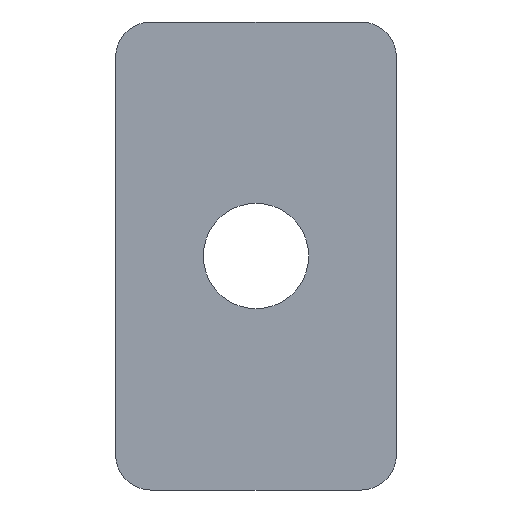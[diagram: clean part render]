
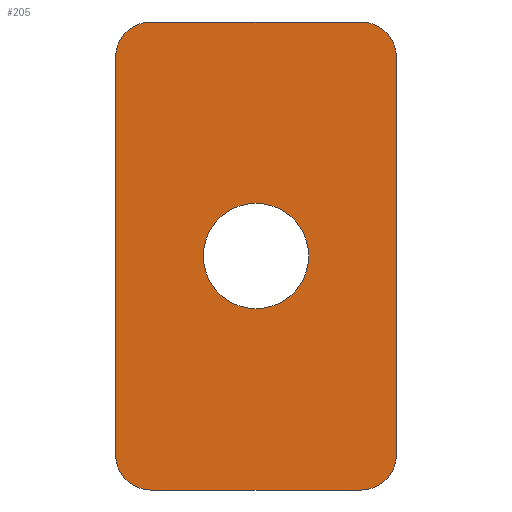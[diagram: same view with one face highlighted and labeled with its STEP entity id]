
A CAD part, front view. The second image highlights one B-rep face of the part: STEP entity #205.
In plain terms, the highlighted planar face has unit normal (0, -1, 0).
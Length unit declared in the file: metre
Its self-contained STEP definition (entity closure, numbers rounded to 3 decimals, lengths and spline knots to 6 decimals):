
#21=CIRCLE('',#224,0.0015);
#23=CIRCLE('',#228,0.0015);
#25=CIRCLE('',#232,0.0015);
#27=CIRCLE('',#236,0.0015);
#28=CIRCLE('',#238,0.00225);
#67=ORIENTED_EDGE('',*,*,#111,.T.);
#68=ORIENTED_EDGE('',*,*,#89,.F.);
#69=ORIENTED_EDGE('',*,*,#93,.T.);
#70=ORIENTED_EDGE('',*,*,#96,.T.);
#71=ORIENTED_EDGE('',*,*,#99,.T.);
#72=ORIENTED_EDGE('',*,*,#102,.T.);
#73=ORIENTED_EDGE('',*,*,#105,.T.);
#74=ORIENTED_EDGE('',*,*,#108,.F.);
#75=ORIENTED_EDGE('',*,*,#110,.T.);
#89=EDGE_CURVE('',#115,#116,#133,.T.);
#93=EDGE_CURVE('',#115,#118,#21,.T.);
#96=EDGE_CURVE('',#118,#120,#138,.T.);
#99=EDGE_CURVE('',#120,#122,#23,.T.);
#102=EDGE_CURVE('',#122,#124,#142,.T.);
#105=EDGE_CURVE('',#124,#126,#25,.T.);
#108=EDGE_CURVE('',#128,#126,#146,.T.);
#110=EDGE_CURVE('',#128,#116,#27,.T.);
#111=EDGE_CURVE('',#129,#129,#28,.F.);
#115=VERTEX_POINT('',#308);
#116=VERTEX_POINT('',#310);
#118=VERTEX_POINT('',#316);
#120=VERTEX_POINT('',#322);
#122=VERTEX_POINT('',#328);
#124=VERTEX_POINT('',#334);
#126=VERTEX_POINT('',#340);
#128=VERTEX_POINT('',#346);
#129=VERTEX_POINT('',#353);
#133=LINE('',#309,#149);
#138=LINE('',#323,#154);
#142=LINE('',#335,#158);
#146=LINE('',#347,#162);
#149=VECTOR('',#248,1.);
#154=VECTOR('',#261,1.);
#158=VECTOR('',#273,1.);
#162=VECTOR('',#285,1.);
#171=EDGE_LOOP('',(#67));
#172=EDGE_LOOP('',(#68,#69,#70,#71,#72,#73,#74,#75));
#185=FACE_BOUND('',#171,.T.);
#186=FACE_BOUND('',#172,.T.);
#195=PLANE('',#237);
#205=ADVANCED_FACE('',(#185,#186),#195,.T.);
#224=AXIS2_PLACEMENT_3D('',#317,#255,#256);
#228=AXIS2_PLACEMENT_3D('',#329,#267,#268);
#232=AXIS2_PLACEMENT_3D('',#341,#279,#280);
#236=AXIS2_PLACEMENT_3D('',#350,#290,#291);
#237=AXIS2_PLACEMENT_3D('',#351,#292,#293);
#238=AXIS2_PLACEMENT_3D('',#352,#294,#295);
#248=DIRECTION('',(0.,0.,-1.));
#255=DIRECTION('',(0.,-1.,0.));
#256=DIRECTION('',(0.,0.,-1.));
#261=DIRECTION('',(-1.,0.,0.));
#267=DIRECTION('',(0.,-1.,0.));
#268=DIRECTION('',(0.,0.,-1.));
#273=DIRECTION('',(0.,0.,-1.));
#279=DIRECTION('',(0.,-1.,0.));
#280=DIRECTION('',(0.,0.,-1.));
#285=DIRECTION('',(-1.,0.,0.));
#290=DIRECTION('',(0.,-1.,0.));
#291=DIRECTION('',(0.,0.,-1.));
#292=DIRECTION('',(0.,-1.,0.));
#293=DIRECTION('',(1.,0.,0.));
#294=DIRECTION('',(0.,-1.,0.));
#295=DIRECTION('',(0.,0.,-1.));
#308=CARTESIAN_POINT('',(0.006,-0.002,0.0085));
#309=CARTESIAN_POINT('',(0.006,-0.002,0.));
#310=CARTESIAN_POINT('',(0.006,-0.002,-0.0085));
#316=CARTESIAN_POINT('',(0.0045,-0.002,0.01));
#317=CARTESIAN_POINT('',(0.0045,-0.002,0.0085));
#322=CARTESIAN_POINT('',(-0.0045,-0.002,0.01));
#323=CARTESIAN_POINT('',(0.,-0.002,0.01));
#328=CARTESIAN_POINT('',(-0.006,-0.002,0.0085));
#329=CARTESIAN_POINT('',(-0.0045,-0.002,0.0085));
#334=CARTESIAN_POINT('',(-0.006,-0.002,-0.0085));
#335=CARTESIAN_POINT('',(-0.006,-0.002,0.));
#340=CARTESIAN_POINT('',(-0.0045,-0.002,-0.01));
#341=CARTESIAN_POINT('',(-0.0045,-0.002,-0.0085));
#346=CARTESIAN_POINT('',(0.0045,-0.002,-0.01));
#347=CARTESIAN_POINT('',(0.,-0.002,-0.01));
#350=CARTESIAN_POINT('',(0.0045,-0.002,-0.0085));
#351=CARTESIAN_POINT('',(0.,-0.002,0.));
#352=CARTESIAN_POINT('',(0.,-0.002,0.));
#353=CARTESIAN_POINT('',(0.,-0.002,-0.00225));
